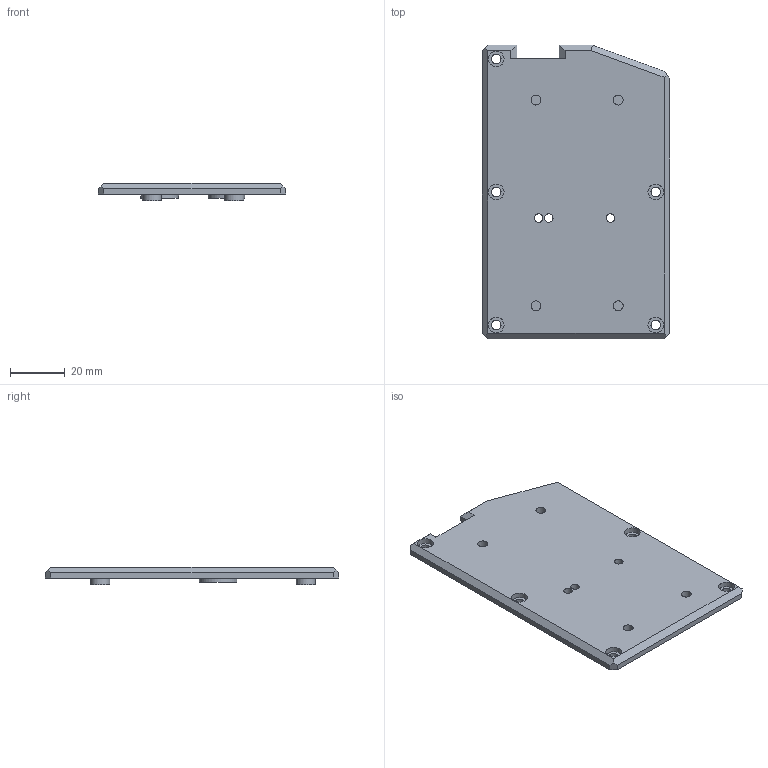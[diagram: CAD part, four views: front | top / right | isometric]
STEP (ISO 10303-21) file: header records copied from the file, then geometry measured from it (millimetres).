
FILE_DESCRIPTION(/* description */ (''),/* implementation_level */ '2;1');
FILE_NAME(/* name */ 'Top.step',/* time_stamp */ '2025-04-09T13:13:44-05:00',/* author */ (''),/* organization */ (''),/* preprocessor_version */ 'ST-DEVELOPER v20.1',/* originating_system */ 'Autodesk Translation Framework v14.4.0.0',/* authorisation */ '');
FILE_SCHEMA (('AUTOMOTIVE_DESIGN { 1 0 10303 214 3 1 1 }'));
Length unit declared in the file: millimetre
Products named in the file (1): 2025-04-09-13-13-44-138
Bounding box: 68.19 x 107 x 6.5 mm (x, y, z)
Volume: 17579.1 mm3; surface area: 18595.5 mm2
Topology: 1 solids, 1 shells, 120 faces, 293 edges, 195 vertices
Faces by surface type: plane 78, cylinder 42
Full cylindrical faces by diameter (mm): 3.1 x3, 3.5 x5, 3.6 x4, 5.7 x1, 5.72 x4, 7 x4, 11 x1, 11.033 x1, 13.299 x1, 13.718 x1
Entity records: 3602 total; most frequent: DIRECTION 623, CARTESIAN_POINT 609, ORIENTED_EDGE 586, EDGE_CURVE 293, AXIS2_PLACEMENT_3D 209, LINE 205, VECTOR 205, VERTEX_POINT 195
